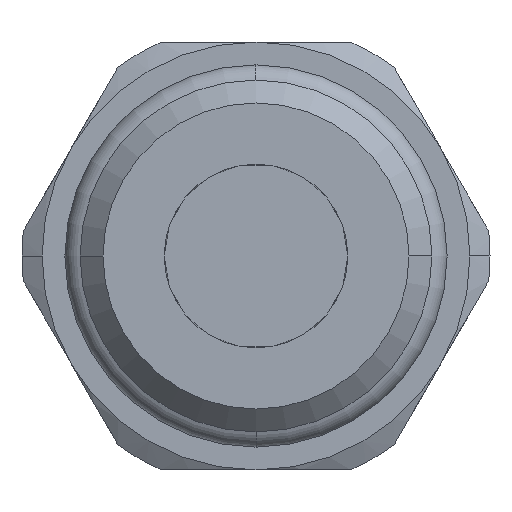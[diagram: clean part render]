
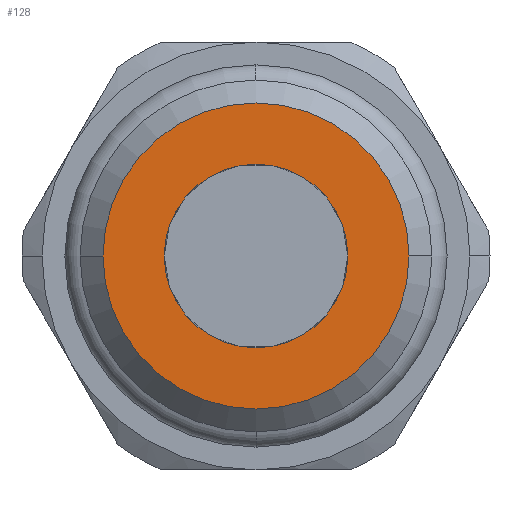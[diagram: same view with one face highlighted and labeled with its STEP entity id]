
A CAD part, front view. The second image highlights one B-rep face of the part: STEP entity #128.
In plain terms, the highlighted planar face has unit normal (0, -1, 0).
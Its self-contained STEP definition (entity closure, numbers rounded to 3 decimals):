
#128=ADVANCED_FACE('',(#315,#316),#317,.T.);
#315=FACE_OUTER_BOUND('',#519,.T.);
#316=FACE_BOUND('',#520,.T.);
#317=PLANE('',#521);
#519=EDGE_LOOP('',(#1192,#1193));
#520=EDGE_LOOP('',(#1194,#1195));
#521=AXIS2_PLACEMENT_3D('',#1196,#1197,#1198);
#1192=ORIENTED_EDGE('',*,*,#1394,.F.);
#1193=ORIENTED_EDGE('',*,*,#1556,.F.);
#1194=ORIENTED_EDGE('',*,*,#1555,.T.);
#1195=ORIENTED_EDGE('',*,*,#1397,.T.);
#1196=CARTESIAN_POINT('',(-4.578,0.0,0.0));
#1197=DIRECTION('',(0.0,-1.0,-0.0));
#1198=DIRECTION('',(1.0,0.0,0.0));
#1394=EDGE_CURVE('',#1686,#1688,#1689,.T.);
#1397=EDGE_CURVE('',#1694,#1691,#1695,.T.);
#1555=EDGE_CURVE('',#1691,#1694,#1947,.T.);
#1556=EDGE_CURVE('',#1688,#1686,#1948,.T.);
#1686=VERTEX_POINT('',#2104);
#1688=VERTEX_POINT('',#2107);
#1689=CIRCLE('',#2108,5.722);
#1691=VERTEX_POINT('',#2111);
#1694=VERTEX_POINT('',#2115);
#1695=CIRCLE('',#2116,3.433);
#1947=CIRCLE('',#2762,3.433);
#1948=CIRCLE('',#2763,5.722);
#2104=CARTESIAN_POINT('',(-5.722,0.0,0.0));
#2107=CARTESIAN_POINT('',(5.722,0.0,0.));
#2108=AXIS2_PLACEMENT_3D('',#2943,#2944,#2945);
#2111=CARTESIAN_POINT('',(-3.433,0.0,0.0));
#2115=CARTESIAN_POINT('',(3.433,0.0,0.));
#2116=AXIS2_PLACEMENT_3D('',#2948,#2949,#2950);
#2762=AXIS2_PLACEMENT_3D('',#3212,#3213,#3214);
#2763=AXIS2_PLACEMENT_3D('',#3215,#3216,#3217);
#2943=CARTESIAN_POINT('',(0.0,0.0,0.0));
#2944=DIRECTION('',(0.0,1.0,0.0));
#2945=DIRECTION('',(-1.0,0.0,0.0));
#2948=CARTESIAN_POINT('',(0.0,0.0,0.0));
#2949=DIRECTION('',(0.0,1.0,0.0));
#2950=DIRECTION('',(-1.0,0.0,0.0));
#3212=CARTESIAN_POINT('',(0.0,0.0,0.0));
#3213=DIRECTION('',(0.0,1.0,0.0));
#3214=DIRECTION('',(-1.0,0.0,0.0));
#3215=CARTESIAN_POINT('',(0.0,0.0,0.0));
#3216=DIRECTION('',(0.0,1.0,0.0));
#3217=DIRECTION('',(-1.0,0.0,0.0));
